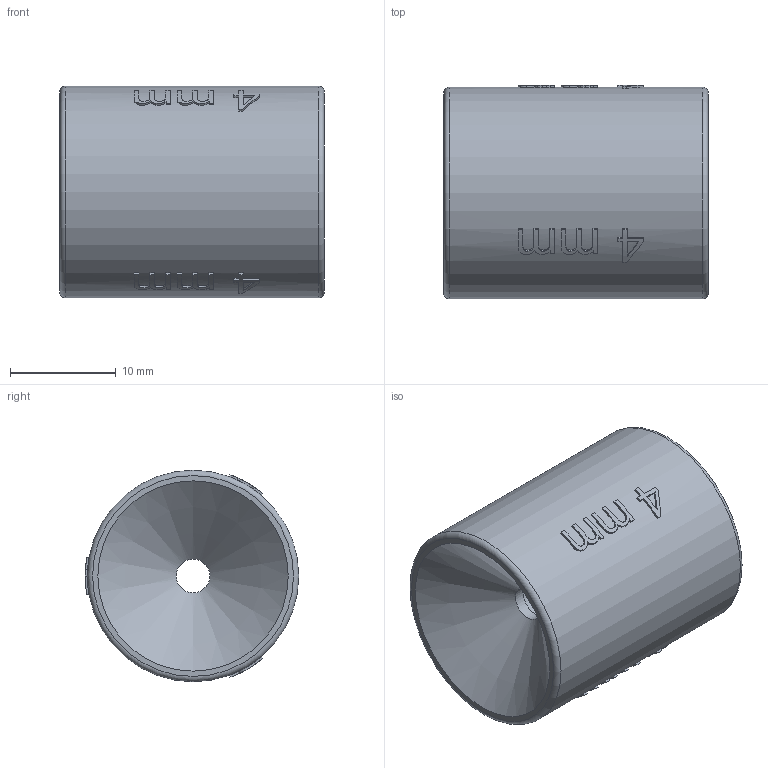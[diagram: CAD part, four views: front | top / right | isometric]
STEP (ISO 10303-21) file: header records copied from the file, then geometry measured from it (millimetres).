
FILE_DESCRIPTION(/* description */ (''),/* implementation_level */ '2;1');
FILE_NAME(/* name */ '4mm_funnel.step',/* time_stamp */ '2023-08-05T18:46:44+01:00',/* author */ (''),/* organization */ (''),/* preprocessor_version */ 'ST-DEVELOPER v20',/* originating_system */ 'Autodesk Translation Framework v12.9.0.99',/* authorisation */ '');
FILE_SCHEMA (('AUTOMOTIVE_DESIGN { 1 0 10303 214 3 1 1 }'));
Length unit declared in the file: millimetre
Products named in the file (1): 4mm_funnel
Bounding box: 25 x 20.2 x 20 mm (x, y, z)
Volume: 6903.5 mm3; surface area: 2538.6 mm2
Topology: 1 solids, 1 shells, 306 faces, 858 edges, 571 vertices
Faces by surface type: plane 145, bspline 142, cylinder 15, torus 2, cone 2
Full cylindrical faces by diameter (mm): 3.2 x1, 4.5 x1, 20 x1
Entity records: 12272 total; most frequent: CARTESIAN_POINT 5194, ORIENTED_EDGE 1716, DIRECTION 1037, EDGE_CURVE 858, VERTEX_POINT 571, LINE 441, VECTOR 441, EDGE_LOOP 325
